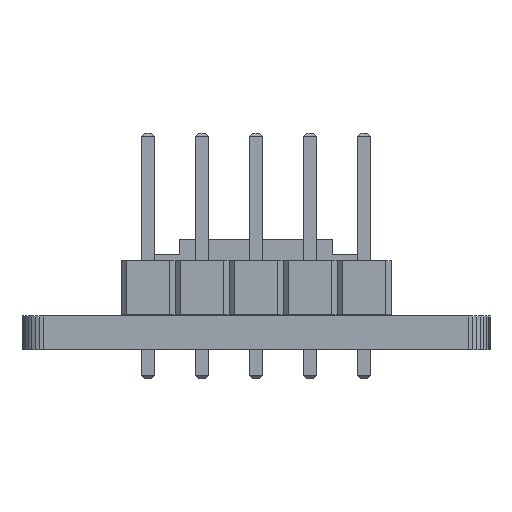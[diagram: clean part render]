
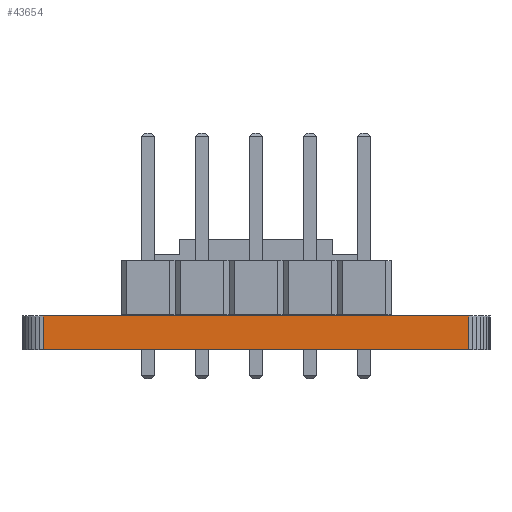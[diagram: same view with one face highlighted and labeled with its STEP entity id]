
A CAD part, left-side view. The second image highlights one B-rep face of the part: STEP entity #43654.
In plain terms, the highlighted planar face has unit normal (-1, 0, 0).
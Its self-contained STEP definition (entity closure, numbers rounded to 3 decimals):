
#40490 = PLANE('',#40491);
#40491 = AXIS2_PLACEMENT_3D('',#40492,#40493,#40494);
#40492 = CARTESIAN_POINT('',(42.5,-31.,1.58));
#40493 = DIRECTION('',(-0.,-0.,-1.));
#40494 = DIRECTION('',(-1.,0.,0.));
#40544 = PLANE('',#40545);
#40545 = AXIS2_PLACEMENT_3D('',#40546,#40547,#40548);
#40546 = CARTESIAN_POINT('',(42.5,-31.,0.));
#40547 = DIRECTION('',(-0.,-0.,-1.));
#40548 = DIRECTION('',(-1.,0.,0.));
#41325 = VERTEX_POINT('',#41326);
#41326 = CARTESIAN_POINT('',(20.,-41.,0.));
#41340 = PLANE('',#41341);
#41341 = AXIS2_PLACEMENT_3D('',#41342,#41343,#41344);
#41342 = CARTESIAN_POINT('',(20.019,-41.195,0.));
#41343 = DIRECTION('',(-0.995,-0.098,0.));
#41344 = DIRECTION('',(-0.098,0.995,0.));
#41352 = EDGE_CURVE('',#41325,#41353,#41355,.T.);
#41353 = VERTEX_POINT('',#41354);
#41354 = CARTESIAN_POINT('',(20.,-21.,0.));
#41355 = SURFACE_CURVE('',#41356,(#41360,#41367),.PCURVE_S1.);
#41356 = LINE('',#41357,#41358);
#41357 = CARTESIAN_POINT('',(20.,-41.,0.));
#41358 = VECTOR('',#41359,1.);
#41359 = DIRECTION('',(0.,1.,0.));
#41360 = PCURVE('',#40544,#41361);
#41361 = DEFINITIONAL_REPRESENTATION('',(#41362),#41366);
#41362 = LINE('',#41363,#41364);
#41363 = CARTESIAN_POINT('',(22.5,-10.));
#41364 = VECTOR('',#41365,1.);
#41365 = DIRECTION('',(0.,1.));
#41366 = ( GEOMETRIC_REPRESENTATION_CONTEXT(2) 
PARAMETRIC_REPRESENTATION_CONTEXT() REPRESENTATION_CONTEXT('2D SPACE',''
  ) );
#41367 = PCURVE('',#41368,#41373);
#41368 = PLANE('',#41369);
#41369 = AXIS2_PLACEMENT_3D('',#41370,#41371,#41372);
#41370 = CARTESIAN_POINT('',(20.,-41.,0.));
#41371 = DIRECTION('',(-1.,0.,0.));
#41372 = DIRECTION('',(0.,1.,0.));
#41373 = DEFINITIONAL_REPRESENTATION('',(#41374),#41378);
#41374 = LINE('',#41375,#41376);
#41375 = CARTESIAN_POINT('',(0.,0.));
#41376 = VECTOR('',#41377,1.);
#41377 = DIRECTION('',(1.,0.));
#41378 = ( GEOMETRIC_REPRESENTATION_CONTEXT(2) 
PARAMETRIC_REPRESENTATION_CONTEXT() REPRESENTATION_CONTEXT('2D SPACE',''
  ) );
#41396 = PLANE('',#41397);
#41397 = AXIS2_PLACEMENT_3D('',#41398,#41399,#41400);
#41398 = CARTESIAN_POINT('',(20.,-21.,0.));
#41399 = DIRECTION('',(-0.995,0.098,0.));
#41400 = DIRECTION('',(0.098,0.995,0.));
#42558 = VERTEX_POINT('',#42559);
#42559 = CARTESIAN_POINT('',(20.,-41.,1.58));
#42580 = EDGE_CURVE('',#42558,#42581,#42583,.T.);
#42581 = VERTEX_POINT('',#42582);
#42582 = CARTESIAN_POINT('',(20.,-21.,1.58));
#42583 = SURFACE_CURVE('',#42584,(#42588,#42595),.PCURVE_S1.);
#42584 = LINE('',#42585,#42586);
#42585 = CARTESIAN_POINT('',(20.,-41.,1.58));
#42586 = VECTOR('',#42587,1.);
#42587 = DIRECTION('',(0.,1.,0.));
#42588 = PCURVE('',#40490,#42589);
#42589 = DEFINITIONAL_REPRESENTATION('',(#42590),#42594);
#42590 = LINE('',#42591,#42592);
#42591 = CARTESIAN_POINT('',(22.5,-10.));
#42592 = VECTOR('',#42593,1.);
#42593 = DIRECTION('',(0.,1.));
#42594 = ( GEOMETRIC_REPRESENTATION_CONTEXT(2) 
PARAMETRIC_REPRESENTATION_CONTEXT() REPRESENTATION_CONTEXT('2D SPACE',''
  ) );
#42595 = PCURVE('',#41368,#42596);
#42596 = DEFINITIONAL_REPRESENTATION('',(#42597),#42601);
#42597 = LINE('',#42598,#42599);
#42598 = CARTESIAN_POINT('',(0.,-1.58));
#42599 = VECTOR('',#42600,1.);
#42600 = DIRECTION('',(1.,0.));
#42601 = ( GEOMETRIC_REPRESENTATION_CONTEXT(2) 
PARAMETRIC_REPRESENTATION_CONTEXT() REPRESENTATION_CONTEXT('2D SPACE',''
  ) );
#43604 = EDGE_CURVE('',#41353,#42581,#43605,.T.);
#43605 = SURFACE_CURVE('',#43606,(#43610,#43617),.PCURVE_S1.);
#43606 = LINE('',#43607,#43608);
#43607 = CARTESIAN_POINT('',(20.,-21.,0.));
#43608 = VECTOR('',#43609,1.);
#43609 = DIRECTION('',(0.,0.,1.));
#43610 = PCURVE('',#41396,#43611);
#43611 = DEFINITIONAL_REPRESENTATION('',(#43612),#43616);
#43612 = LINE('',#43613,#43614);
#43613 = CARTESIAN_POINT('',(0.,0.));
#43614 = VECTOR('',#43615,1.);
#43615 = DIRECTION('',(0.,-1.));
#43616 = ( GEOMETRIC_REPRESENTATION_CONTEXT(2) 
PARAMETRIC_REPRESENTATION_CONTEXT() REPRESENTATION_CONTEXT('2D SPACE',''
  ) );
#43617 = PCURVE('',#41368,#43618);
#43618 = DEFINITIONAL_REPRESENTATION('',(#43619),#43623);
#43619 = LINE('',#43620,#43621);
#43620 = CARTESIAN_POINT('',(20.,0.));
#43621 = VECTOR('',#43622,1.);
#43622 = DIRECTION('',(0.,-1.));
#43623 = ( GEOMETRIC_REPRESENTATION_CONTEXT(2) 
PARAMETRIC_REPRESENTATION_CONTEXT() REPRESENTATION_CONTEXT('2D SPACE',''
  ) );
#43654 = ADVANCED_FACE('',(#43655),#41368,.T.);
#43655 = FACE_BOUND('',#43656,.T.);
#43656 = EDGE_LOOP('',(#43657,#43678,#43679,#43680));
#43657 = ORIENTED_EDGE('',*,*,#43658,.T.);
#43658 = EDGE_CURVE('',#41325,#42558,#43659,.T.);
#43659 = SURFACE_CURVE('',#43660,(#43664,#43671),.PCURVE_S1.);
#43660 = LINE('',#43661,#43662);
#43661 = CARTESIAN_POINT('',(20.,-41.,0.));
#43662 = VECTOR('',#43663,1.);
#43663 = DIRECTION('',(0.,0.,1.));
#43664 = PCURVE('',#41368,#43665);
#43665 = DEFINITIONAL_REPRESENTATION('',(#43666),#43670);
#43666 = LINE('',#43667,#43668);
#43667 = CARTESIAN_POINT('',(0.,0.));
#43668 = VECTOR('',#43669,1.);
#43669 = DIRECTION('',(0.,-1.));
#43670 = ( GEOMETRIC_REPRESENTATION_CONTEXT(2) 
PARAMETRIC_REPRESENTATION_CONTEXT() REPRESENTATION_CONTEXT('2D SPACE',''
  ) );
#43671 = PCURVE('',#41340,#43672);
#43672 = DEFINITIONAL_REPRESENTATION('',(#43673),#43677);
#43673 = LINE('',#43674,#43675);
#43674 = CARTESIAN_POINT('',(0.196,0.));
#43675 = VECTOR('',#43676,1.);
#43676 = DIRECTION('',(0.,-1.));
#43677 = ( GEOMETRIC_REPRESENTATION_CONTEXT(2) 
PARAMETRIC_REPRESENTATION_CONTEXT() REPRESENTATION_CONTEXT('2D SPACE',''
  ) );
#43678 = ORIENTED_EDGE('',*,*,#42580,.T.);
#43679 = ORIENTED_EDGE('',*,*,#43604,.F.);
#43680 = ORIENTED_EDGE('',*,*,#41352,.F.);
